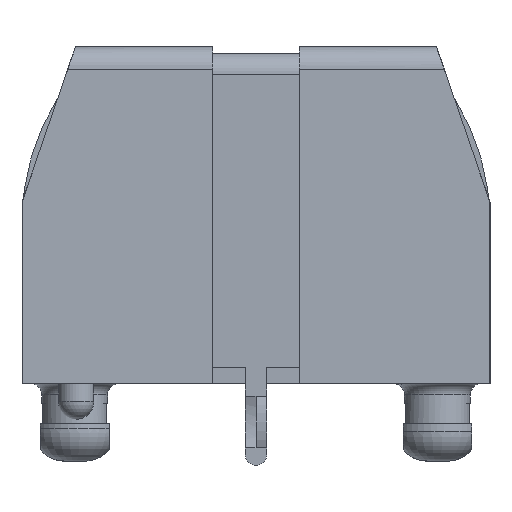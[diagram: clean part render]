
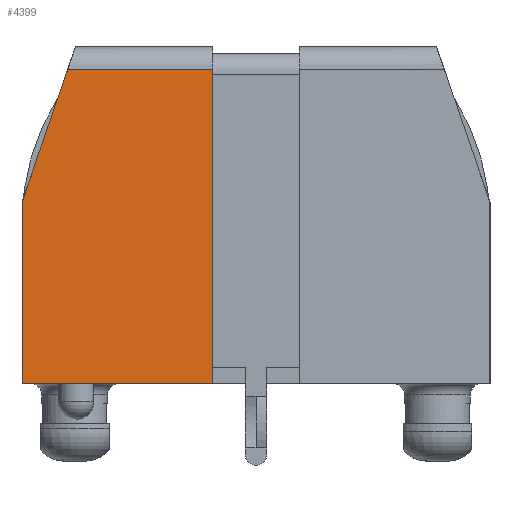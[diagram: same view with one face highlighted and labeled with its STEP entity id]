
A CAD part, left-side view. The second image highlights one B-rep face of the part: STEP entity #4399.
In plain terms, the highlighted planar face has unit normal (-1, 0, 0.018).
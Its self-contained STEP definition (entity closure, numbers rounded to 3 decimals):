
#464=ORIENTED_EDGE('',*,*,#1362,.F.);
#465=ORIENTED_EDGE('',*,*,#1347,.T.);
#466=ORIENTED_EDGE('',*,*,#1363,.F.);
#467=ORIENTED_EDGE('',*,*,#1364,.F.);
#468=ORIENTED_EDGE('',*,*,#1365,.F.);
#1347=EDGE_CURVE('',#1801,#1799,#2114,.T.);
#1362=EDGE_CURVE('',#1801,#1815,#2122,.T.);
#1363=EDGE_CURVE('',#1816,#1799,#2123,.T.);
#1364=EDGE_CURVE('',#1817,#1816,#2124,.T.);
#1365=EDGE_CURVE('',#1815,#1817,#2125,.T.);
#1799=VERTEX_POINT('',#6088);
#1801=VERTEX_POINT('',#6091);
#1815=VERTEX_POINT('',#6133);
#1816=VERTEX_POINT('',#6135);
#1817=VERTEX_POINT('',#6137);
#2114=LINE('',#6090,#2490);
#2122=LINE('',#6132,#2498);
#2123=LINE('',#6134,#2499);
#2124=LINE('',#6136,#2500);
#2125=LINE('',#6138,#2501);
#2490=VECTOR('',#5095,1000.);
#2498=VECTOR('',#5119,1000.);
#2499=VECTOR('',#5120,1000.);
#2500=VECTOR('',#5121,1000.);
#2501=VECTOR('',#5122,1000.);
#2801=EDGE_LOOP('',(#464,#465,#466,#467,#468));
#2991=FACE_BOUND('',#2801,.T.);
#3158=PLANE('',#4629);
#4399=ADVANCED_FACE('',(#2991),#3158,.T.);
#4629=AXIS2_PLACEMENT_3D('',#6131,#5117,#5118);
#5095=DIRECTION('',(0.,1.,0.));
#5117=DIRECTION('',(-1.,0.,0.017));
#5118=DIRECTION('',(-0.017,0.,-1.));
#5119=DIRECTION('',(-0.017,0.,-1.));
#5120=DIRECTION('',(0.017,-0.326,0.945));
#5121=DIRECTION('',(0.017,0.,1.));
#5122=DIRECTION('',(0.,1.,0.));
#6088=CARTESIAN_POINT('',(-38.285,8.307,13.861));
#6090=CARTESIAN_POINT('',(-38.285,7.964,13.861));
#6091=CARTESIAN_POINT('',(-38.285,1.905,13.861));
#6131=CARTESIAN_POINT('',(-38.557,10.325,-1.727));
#6132=CARTESIAN_POINT('',(-38.557,1.905,-1.727));
#6133=CARTESIAN_POINT('',(-38.527,1.905,0.001));
#6134=CARTESIAN_POINT('',(-38.539,13.32,-0.696));
#6135=CARTESIAN_POINT('',(-38.387,10.325,8.002));
#6136=CARTESIAN_POINT('',(-38.557,10.325,-1.727));
#6137=CARTESIAN_POINT('',(-38.527,10.325,0.001));
#6138=CARTESIAN_POINT('',(-38.527,10.325,0.001));
